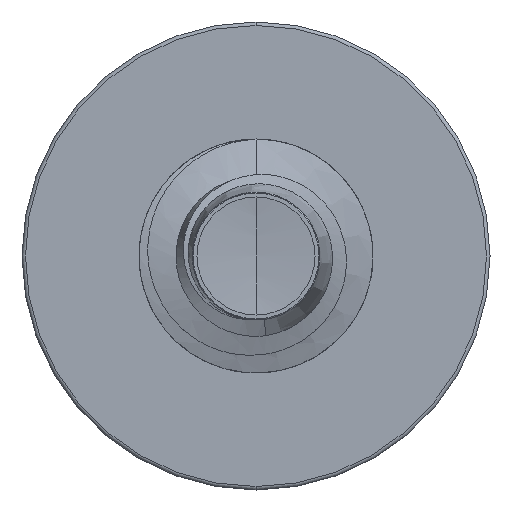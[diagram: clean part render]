
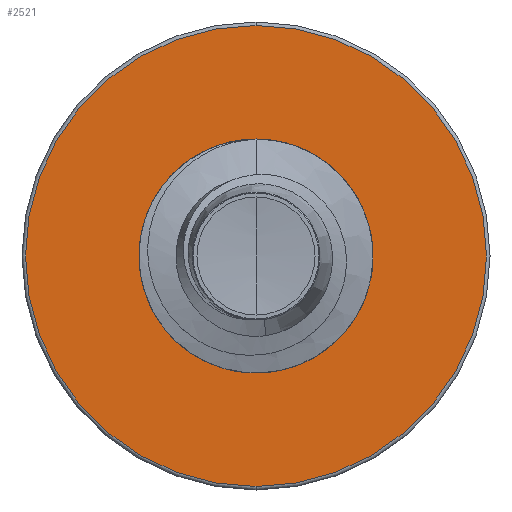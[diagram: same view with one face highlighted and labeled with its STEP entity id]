
A CAD part, front view. The second image highlights one B-rep face of the part: STEP entity #2521.
In plain terms, the highlighted planar face has unit normal (0, -1, 0).
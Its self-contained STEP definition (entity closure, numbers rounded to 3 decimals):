
#16 = ORIENTED_EDGE ( 'NONE', *, *, #6396, .T. ) ;
#91 = EDGE_LOOP ( 'NONE', ( #16, #3834 ) ) ;
#488 = AXIS2_PLACEMENT_3D ( 'NONE', #8964, #7264, #2201 ) ;
#1220 = AXIS2_PLACEMENT_3D ( 'NONE', #7209, #2152, #8068 ) ;
#1407 = CARTESIAN_POINT ( 'NONE',  ( 0., 5.5, 0. ) ) ;
#1452 = FACE_BOUND ( 'NONE', #91, .T. ) ;
#1753 = CARTESIAN_POINT ( 'NONE',  ( 0., 5.5, -1.789 ) ) ;
#2093 = CARTESIAN_POINT ( 'NONE',  ( 0., 5.5, 1.789 ) ) ;
#2152 = DIRECTION ( 'NONE',  ( 0., 1., 0. ) ) ;
#2201 = DIRECTION ( 'NONE',  ( 0., 0., 1. ) ) ;
#2242 = DIRECTION ( 'NONE',  ( 0., 0., 1. ) ) ;
#2521 = ADVANCED_FACE ( 'NONE', ( #6191, #1452 ), #4677, .F. ) ;
#2835 = EDGE_CURVE ( 'NONE', #7679, #4489, #7933, .T. ) ;
#2949 = CARTESIAN_POINT ( 'NONE',  ( 0., 5.5, -3.94 ) ) ;
#3296 = VERTEX_POINT ( 'NONE', #2093 ) ;
#3417 = CARTESIAN_POINT ( 'NONE',  ( 0., 5.5, 0. ) ) ;
#3834 = ORIENTED_EDGE ( 'NONE', *, *, #7843, .T. ) ;
#3843 = AXIS2_PLACEMENT_3D ( 'NONE', #9892, #4772, #10733 ) ;
#3958 = ORIENTED_EDGE ( 'NONE', *, *, #5826, .F. ) ;
#4258 = DIRECTION ( 'NONE',  ( 0., 0., 1. ) ) ;
#4481 = ORIENTED_EDGE ( 'NONE', *, *, #2835, .F. ) ;
#4489 = VERTEX_POINT ( 'NONE', #8507 ) ;
#4677 = PLANE ( 'NONE',  #488 ) ;
#4772 = DIRECTION ( 'NONE',  ( 0., 1., 0. ) ) ;
#5303 = EDGE_LOOP ( 'NONE', ( #3958, #4481 ) ) ;
#5390 = VERTEX_POINT ( 'NONE', #1753 ) ;
#5826 = EDGE_CURVE ( 'NONE', #4489, #7679, #8186, .T. ) ;
#6143 = AXIS2_PLACEMENT_3D ( 'NONE', #3417, #9387, #4258 ) ;
#6191 = FACE_OUTER_BOUND ( 'NONE', #5303, .T. ) ;
#6396 = EDGE_CURVE ( 'NONE', #3296, #5390, #7263, .T. ) ;
#7209 = CARTESIAN_POINT ( 'NONE',  ( 0., 5.5, 0. ) ) ;
#7263 = CIRCLE ( 'NONE', #6143, 1.789 ) ;
#7264 = DIRECTION ( 'NONE',  ( 0., 1., 0. ) ) ;
#7308 = DIRECTION ( 'NONE',  ( 0., 1., 0. ) ) ;
#7679 = VERTEX_POINT ( 'NONE', #2949 ) ;
#7843 = EDGE_CURVE ( 'NONE', #5390, #3296, #9144, .T. ) ;
#7933 = CIRCLE ( 'NONE', #3843, 3.94 ) ;
#8068 = DIRECTION ( 'NONE',  ( 0., 0., 1. ) ) ;
#8186 = CIRCLE ( 'NONE', #10904, 3.94 ) ;
#8507 = CARTESIAN_POINT ( 'NONE',  ( 0., 5.5, 3.94 ) ) ;
#8964 = CARTESIAN_POINT ( 'NONE',  ( 0., 5.5, -1.789 ) ) ;
#9144 = CIRCLE ( 'NONE', #1220, 1.789 ) ;
#9387 = DIRECTION ( 'NONE',  ( 0., 1., 0. ) ) ;
#9892 = CARTESIAN_POINT ( 'NONE',  ( 0., 5.5, 0. ) ) ;
#10733 = DIRECTION ( 'NONE',  ( 0., 0., 1. ) ) ;
#10904 = AXIS2_PLACEMENT_3D ( 'NONE', #1407, #7308, #2242 ) ;
